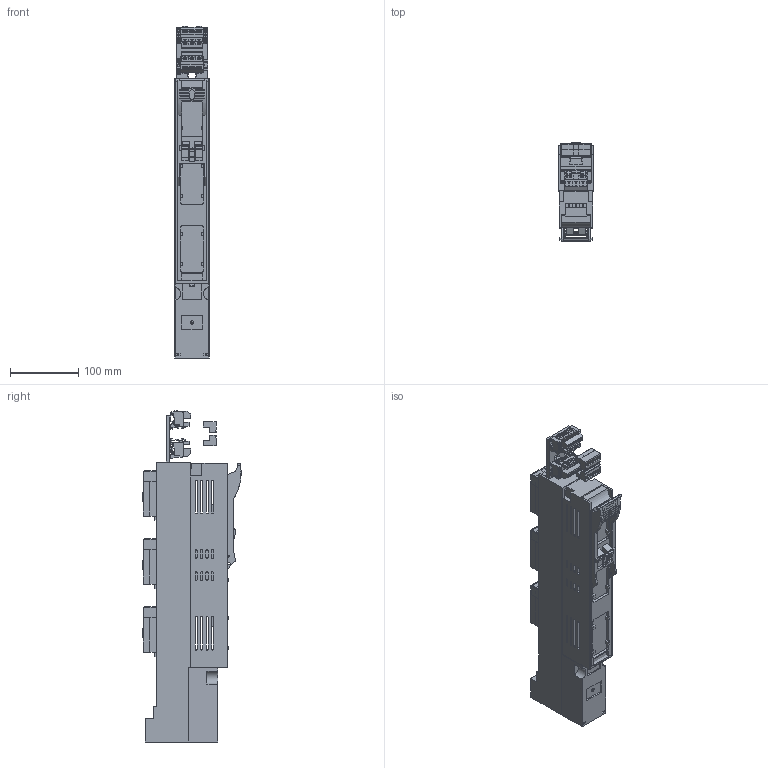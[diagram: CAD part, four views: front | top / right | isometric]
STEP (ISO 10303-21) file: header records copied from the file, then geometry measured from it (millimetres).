
FILE_DESCRIPTION(('CATIA V5 STEP'),'2;1');
FILE_NAME('L0767_NH_Wandlerlastschaltleiste_SL00_3x3_100_F_HA_3W_1_150-5_KL_SPA.stp','2019-01-29T07:21:28+00:00',('none'),('Jean Müller GmbH'),'CATIA Version 5 Release 19 SP 9 (IN-10)','CATIA V5 STEP AP214','none');
FILE_SCHEMA(('AUTOMOTIVE_DESIGN { 1 0 10303 214 1 1 1 1 }'));
Products named in the file (1): L0767_NH-Wandlerlastschaltleiste SL00-3x3/100/F/HA/3W/1/150-5/KL/SPA
Bounding box: 50 x 144.19 x 487.87 mm (x, y, z)
Volume: 1624157.4 mm3; surface area: 458097.3 mm2
Topology: 29 solids, 32 shells, 4328 faces, 12334 edges, 8203 vertices
Faces by surface type: plane 3567, cylinder 504, cone 124, bspline 80, torus 45, extrusion 8
Entity records: 137618 total; most frequent: CARTESIAN_POINT 30264, ORIENTED_EDGE 24668, DIRECTION 17865, EDGE_CURVE 12334, VECTOR 10206, LINE 10198, VERTEX_POINT 8203, EDGE_LOOP 4689
